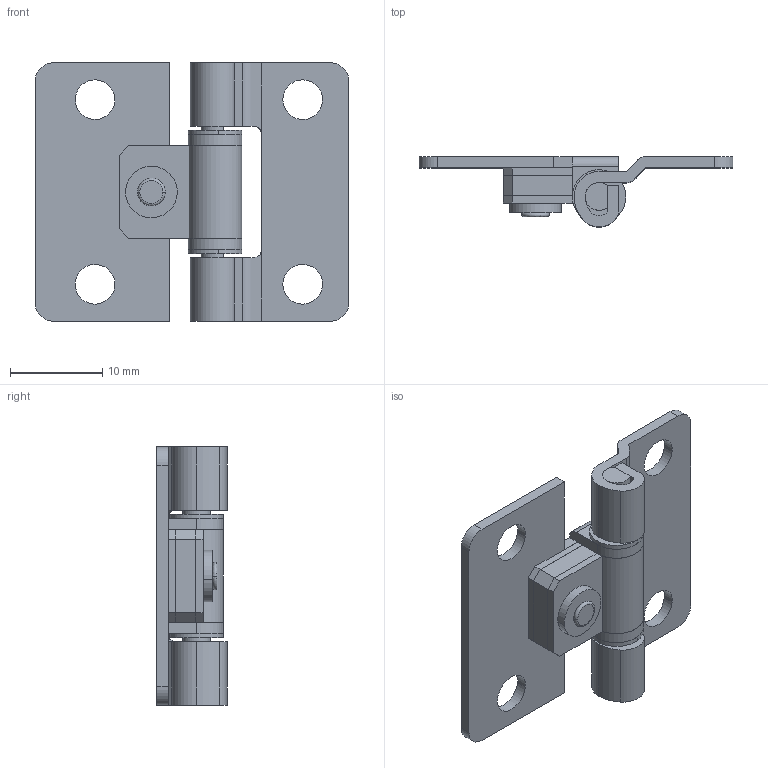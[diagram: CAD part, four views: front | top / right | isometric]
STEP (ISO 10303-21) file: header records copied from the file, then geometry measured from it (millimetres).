
FILE_DESCRIPTION( (''), '2;1');
FILE_NAME ('PC013.135064.TH_125_6_18356.stp','2024-10-18T13:50:01',(''),(''),'spGate 19.8.4 (****-****-****-****)','','');
FILE_SCHEMA (('AUTOMOTIVE_DESIGN'));
Length unit declared in the file: millimetre
Products named in the file (9): Assembly; washer_2; washer_1; shaft; rivet; plug; hinge piece_B; hinge piece_A; body
Assembly tree (9 placements, depth 2):
  Assembly
    washer_2  x2
    washer_1
    shaft
    rivet
    plug
    hinge piece_B
    hinge piece_A
    body
Bounding box: 34 x 7.59 x 28 mm (x, y, z)
Volume: 1906.1 mm3; surface area: 4005.4 mm2
Topology: 9 solids, 9 shells, 142 faces, 405 edges, 281 vertices
Faces by surface type: plane 72, cylinder 66, bspline 4
Entity records: 7969 total; most frequent: CARTESIAN_POINT 1011, DIRECTION 818, ORIENTED_EDGE 778, COLOUR_RGB 533, PRESENTATION_STYLE_ASSIGNMENT 533, STYLED_ITEM 533, EDGE_CURVE 389, DRAUGHTING_PRE_DEFINED_CURVE_FONT 389
